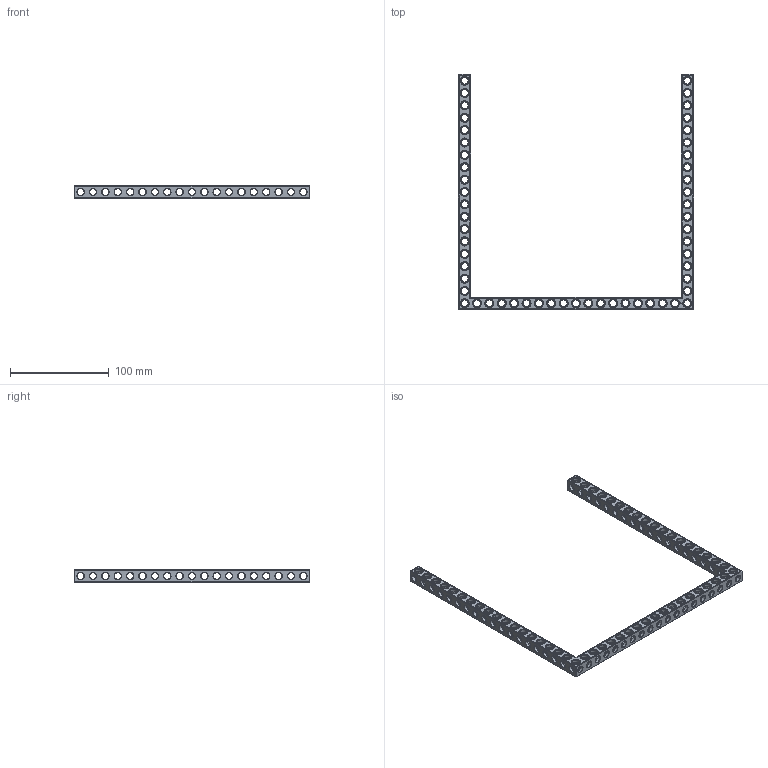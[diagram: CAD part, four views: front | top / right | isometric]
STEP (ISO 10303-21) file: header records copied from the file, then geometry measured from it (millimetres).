
FILE_DESCRIPTION(('FreeCAD Model'),'2;1');
FILE_NAME('Open CASCADE Shape Model','2022-03-06T23:38:44',('Author'),( ''),'Open CASCADE STEP processor 7.5','FreeCAD','Unknown');
FILE_SCHEMA(('AUTOMOTIVE_DESIGN { 1 0 10303 214 1 1 1 1 }'));
Products named in the file (1): Beam AGD ESS USH SYM BU19x19x01 - SPN-BEM-0630 (stemfie.org)
Bounding box: 237.5 x 237.5 x 12.5 mm (x, y, z)
Volume: 53742.3 mm3; surface area: 47893.7 mm2
Topology: 1 solids, 1 shells, 1169 faces, 3647 edges, 2349 vertices
Faces by surface type: plane 422, cylinder 331, cone 222, extrusion 194
Full cylindrical faces by diameter (mm): 6.98 x40, 7 x236, 9.2 x55
Entity records: 280301 total; most frequent: CARTESIAN_POINT 212960, DIRECTION 10811, ORIENTED_EDGE 7294, PCURVE 7294, DEFINITIONAL_REPRESENTATION 7294, VECTOR 6300, LINE 6106, EDGE_CURVE 3647
